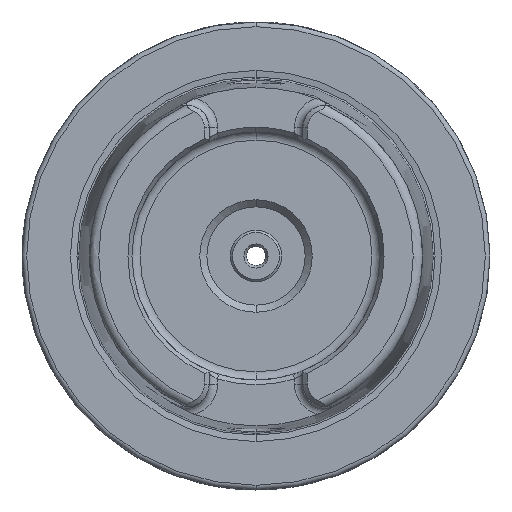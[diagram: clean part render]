
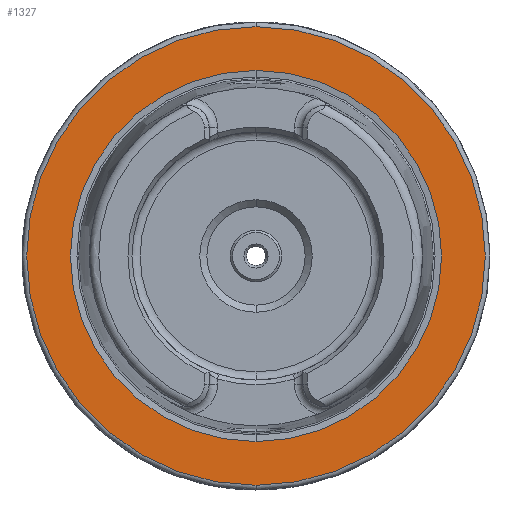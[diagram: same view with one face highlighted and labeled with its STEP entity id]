
A CAD part, left-side view. The second image highlights one B-rep face of the part: STEP entity #1327.
In plain terms, the highlighted planar face has unit normal (-1, 0, 0).
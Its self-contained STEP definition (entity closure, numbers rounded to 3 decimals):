
#78 = VERTEX_POINT ( 'NONE', #7155 ) ;
#405 = CARTESIAN_POINT ( 'NONE',  ( 0., 0., 0. ) ) ;
#728 = CIRCLE ( 'NONE', #6101, 39.647 ) ;
#1163 = DIRECTION ( 'NONE',  ( 0., 0., -1. ) ) ;
#1238 = EDGE_LOOP ( 'NONE', ( #6115, #1837 ) ) ;
#1322 = EDGE_CURVE ( 'NONE', #5045, #4585, #4660, .T. ) ;
#1327 = ADVANCED_FACE ( 'NONE', ( #4791, #1386 ), #5972, .T. ) ;
#1386 = FACE_OUTER_BOUND ( 'NONE', #1238, .T. ) ;
#1580 = ORIENTED_EDGE ( 'NONE', *, *, #1977, .T. ) ;
#1702 = CARTESIAN_POINT ( 'NONE',  ( 0., 0., 0. ) ) ;
#1837 = ORIENTED_EDGE ( 'NONE', *, *, #1322, .F. ) ;
#1934 = CARTESIAN_POINT ( 'NONE',  ( 0., 39.647, 0. ) ) ;
#1977 = EDGE_CURVE ( 'NONE', #4959, #78, #5032, .T. ) ;
#2001 = DIRECTION ( 'NONE',  ( 0., 0., 1. ) ) ;
#2076 = CARTESIAN_POINT ( 'NONE',  ( 0., 0., -49. ) ) ;
#2433 = AXIS2_PLACEMENT_3D ( 'NONE', #1934, #7075, #2001 ) ;
#3387 = AXIS2_PLACEMENT_3D ( 'NONE', #1702, #3942, #1163 ) ;
#3693 = DIRECTION ( 'NONE',  ( 1., 0., 0. ) ) ;
#3730 = EDGE_LOOP ( 'NONE', ( #3808, #1580 ) ) ;
#3808 = ORIENTED_EDGE ( 'NONE', *, *, #5280, .T. ) ;
#3865 = CARTESIAN_POINT ( 'NONE',  ( 0., 0., -39.647 ) ) ;
#3942 = DIRECTION ( 'NONE',  ( 1., 0., 0. ) ) ;
#4445 = CIRCLE ( 'NONE', #3387, 49. ) ;
#4585 = VERTEX_POINT ( 'NONE', #2076 ) ;
#4660 = CIRCLE ( 'NONE', #5598, 49. ) ;
#4791 = FACE_BOUND ( 'NONE', #3730, .T. ) ;
#4959 = VERTEX_POINT ( 'NONE', #3865 ) ;
#4975 = EDGE_CURVE ( 'NONE', #4585, #5045, #4445, .T. ) ;
#5032 = CIRCLE ( 'NONE', #5262, 39.647 ) ;
#5045 = VERTEX_POINT ( 'NONE', #5223 ) ;
#5223 = CARTESIAN_POINT ( 'NONE',  ( 0., 0., 49. ) ) ;
#5262 = AXIS2_PLACEMENT_3D ( 'NONE', #7059, #3693, #5947 ) ;
#5280 = EDGE_CURVE ( 'NONE', #78, #4959, #728, .T. ) ;
#5433 = DIRECTION ( 'NONE',  ( 0., 0., -1. ) ) ;
#5598 = AXIS2_PLACEMENT_3D ( 'NONE', #5871, #6973, #6489 ) ;
#5871 = CARTESIAN_POINT ( 'NONE',  ( 0., 0., 0. ) ) ;
#5947 = DIRECTION ( 'NONE',  ( 0., 0., -1. ) ) ;
#5972 = PLANE ( 'NONE',  #2433 ) ;
#6101 = AXIS2_PLACEMENT_3D ( 'NONE', #405, #7097, #5433 ) ;
#6115 = ORIENTED_EDGE ( 'NONE', *, *, #4975, .F. ) ;
#6489 = DIRECTION ( 'NONE',  ( 0., 0., -1. ) ) ;
#6973 = DIRECTION ( 'NONE',  ( 1., 0., 0. ) ) ;
#7059 = CARTESIAN_POINT ( 'NONE',  ( 0., 0., 0. ) ) ;
#7075 = DIRECTION ( 'NONE',  ( -1., 0., 0. ) ) ;
#7097 = DIRECTION ( 'NONE',  ( 1., 0., 0. ) ) ;
#7155 = CARTESIAN_POINT ( 'NONE',  ( 0., 0., 39.647 ) ) ;
